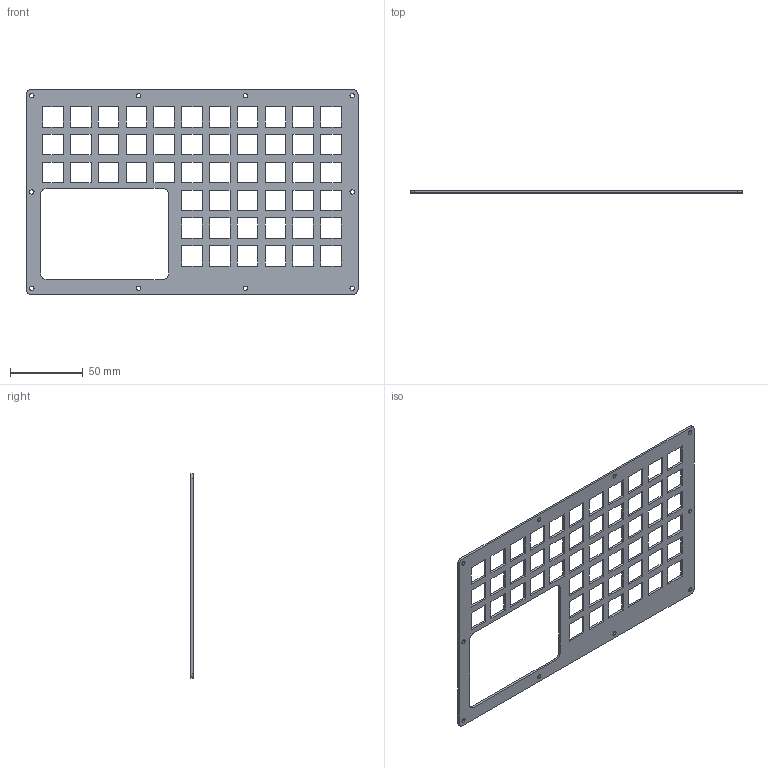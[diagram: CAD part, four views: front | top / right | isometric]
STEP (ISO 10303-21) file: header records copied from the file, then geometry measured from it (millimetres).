
FILE_DESCRIPTION(/* description */ (''),/* implementation_level */ '2;1');
FILE_NAME(/* name */ 'Plate v7.step',/* time_stamp */ '2020-12-10T12:30:33-05:00',/* author */ (''),/* organization */ (''),/* preprocessor_version */ 'ST-DEVELOPER v18.1',/* originating_system */ 'Autodesk Translation Framework v9.7.1.1290',/* authorisation */ '');
FILE_SCHEMA (('AUTOMOTIVE_DESIGN { 1 0 10303 214 3 1 1 }'));
Length unit declared in the file: millimetre
Products named in the file (1): Plate
Bounding box: 227.55 x 1.5 x 140 mm (x, y, z)
Volume: 24469.8 mm3; surface area: 38586 mm2
Topology: 1 solids, 1 shells, 232 faces, 690 edges, 460 vertices
Faces by surface type: plane 214, cylinder 18
Full cylindrical faces by diameter (mm): 3 x10
Entity records: 7938 total; most frequent: CARTESIAN_POINT 1383, ORIENTED_EDGE 1380, DIRECTION 1192, EDGE_CURVE 690, LINE 654, VECTOR 654, VERTEX_POINT 460, EDGE_LOOP 356
